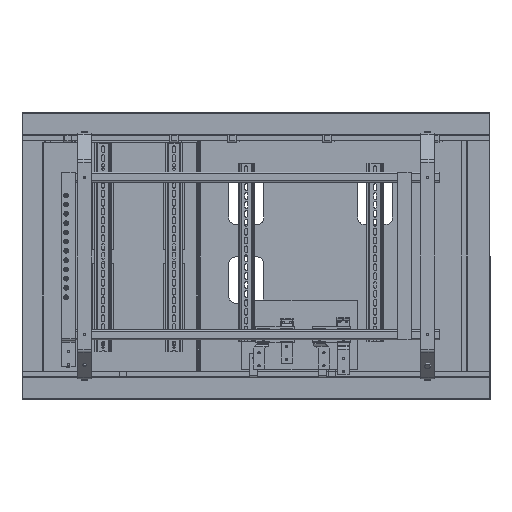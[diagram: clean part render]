
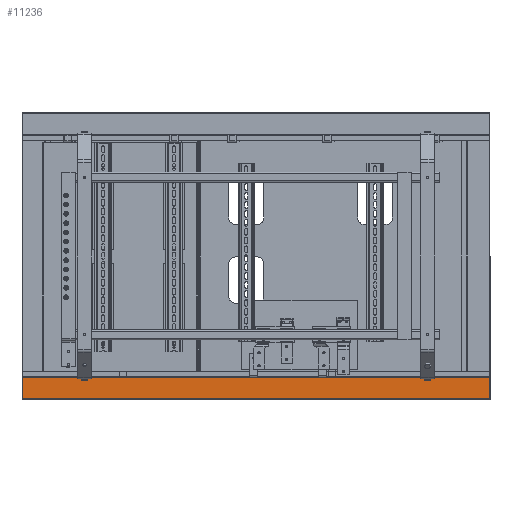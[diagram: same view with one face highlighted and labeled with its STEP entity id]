
A CAD part, left-side view. The second image highlights one B-rep face of the part: STEP entity #11236.
In plain terms, the highlighted planar face has unit normal (-1, 0, 0).
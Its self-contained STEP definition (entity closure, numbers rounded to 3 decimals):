
#70 = VERTEX_POINT ( 'NONE', #5566 ) ;
#634 = LINE ( 'NONE', #32976, #22298 ) ;
#1853 = CARTESIAN_POINT ( 'NONE',  ( 14.8, -12.8, 1008. ) ) ;
#2150 = ORIENTED_EDGE ( 'NONE', *, *, #47253, .F. ) ;
#2849 = ORIENTED_EDGE ( 'NONE', *, *, #22872, .F. ) ;
#5095 = CARTESIAN_POINT ( 'NONE',  ( 14.8, -10.8, 1008. ) ) ;
#5262 = DIRECTION ( 'NONE',  ( 0., -1., 0. ) ) ;
#5566 = CARTESIAN_POINT ( 'NONE',  ( 14.8, -12.8, 0. ) ) ;
#9449 = VERTEX_POINT ( 'NONE', #59968 ) ;
#11236 = ADVANCED_FACE ( 'NONE', ( #35715 ), #42649, .F. ) ;
#14620 = DIRECTION ( 'NONE',  ( 0., 1., 0. ) ) ;
#15353 = CARTESIAN_POINT ( 'NONE',  ( 14.8, -12.8, 1008. ) ) ;
#15753 = VECTOR ( 'NONE', #50461, 1000. ) ;
#17493 = CARTESIAN_POINT ( 'NONE',  ( 14.8, -58.8, 1008. ) ) ;
#21420 = VECTOR ( 'NONE', #34795, 1000. ) ;
#22156 = ORIENTED_EDGE ( 'NONE', *, *, #50077, .T. ) ;
#22298 = VECTOR ( 'NONE', #5262, 1000. ) ;
#22440 = EDGE_CURVE ( 'NONE', #70, #9449, #35714, .T. ) ;
#22872 = EDGE_CURVE ( 'NONE', #59980, #9449, #58387, .T. ) ;
#24464 = AXIS2_PLACEMENT_3D ( 'NONE', #5095, #57397, #14620 ) ;
#31559 = EDGE_LOOP ( 'NONE', ( #60542, #2849, #2150, #22156 ) ) ;
#32976 = CARTESIAN_POINT ( 'NONE',  ( 14.8, -10.8, 1008. ) ) ;
#34795 = DIRECTION ( 'NONE',  ( 0., 0., -1. ) ) ;
#35714 = LINE ( 'NONE', #49849, #15753 ) ;
#35715 = FACE_OUTER_BOUND ( 'NONE', #31559, .T. ) ;
#42649 = PLANE ( 'NONE',  #24464 ) ;
#44021 = LINE ( 'NONE', #1853, #21420 ) ;
#47253 = EDGE_CURVE ( 'NONE', #54438, #59980, #634, .T. ) ;
#49849 = CARTESIAN_POINT ( 'NONE',  ( 14.8, -10.8, 0. ) ) ;
#50077 = EDGE_CURVE ( 'NONE', #54438, #70, #44021, .T. ) ;
#50461 = DIRECTION ( 'NONE',  ( 0., -1., 0. ) ) ;
#52565 = DIRECTION ( 'NONE',  ( 0., 0., -1. ) ) ;
#54438 = VERTEX_POINT ( 'NONE', #15353 ) ;
#55903 = VECTOR ( 'NONE', #52565, 1000. ) ;
#57397 = DIRECTION ( 'NONE',  ( 1., 0., 0. ) ) ;
#57473 = CARTESIAN_POINT ( 'NONE',  ( 14.8, -58.8, 1008. ) ) ;
#58387 = LINE ( 'NONE', #57473, #55903 ) ;
#59968 = CARTESIAN_POINT ( 'NONE',  ( 14.8, -58.8, 0. ) ) ;
#59980 = VERTEX_POINT ( 'NONE', #17493 ) ;
#60542 = ORIENTED_EDGE ( 'NONE', *, *, #22440, .T. ) ;
